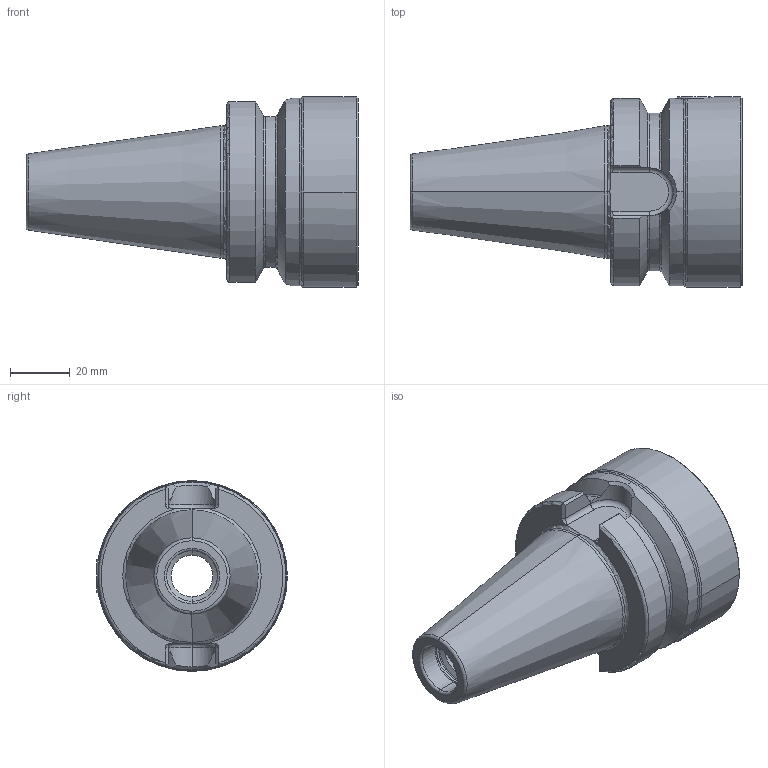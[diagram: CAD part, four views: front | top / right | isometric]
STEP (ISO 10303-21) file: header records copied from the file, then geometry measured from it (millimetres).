
FILE_DESCRIPTION (( 'STEP AP214' ), '1' );
FILE_NAME ('134.540.064.046.STEP', '2018-09-18T11:15:21', ( 'SWIAdmin' ), ( 'Hewlett-Packard Company' ), 'SwSTEP 2.0', 'SolidWorks 2017', '' );
FILE_SCHEMA (( 'AUTOMOTIVE_DESIGN' ));
Length unit declared in the file: millimetre
Products named in the file (4): DIN 3771 - 33x2; ST6-ER1.001.018_A; BT4-ST6.K01.046_B; 134.540.064.046
Assembly tree (3 placements, depth 2):
  134.540.064.046
    BT4-ST6.K01.046_B
    ST6-ER1.001.018_A
    DIN 3771 - 33x2
Bounding box: 111.4 x 64 x 64 mm (x, y, z)
Volume: 121284.2 mm3; surface area: 33423.9 mm2
Topology: 3 solids, 3 shells, 154 faces, 380 edges, 229 vertices
Faces by surface type: cylinder 44, plane 42, torus 34, cone 30, bspline 4
Entity records: 5521 total; most frequent: CARTESIAN_POINT 1694, ORIENTED_EDGE 756, DIRECTION 747, EDGE_CURVE 378, AXIS2_PLACEMENT_3D 304, VERTEX_POINT 229, EDGE_LOOP 159, FACE_OUTER_BOUND 154
